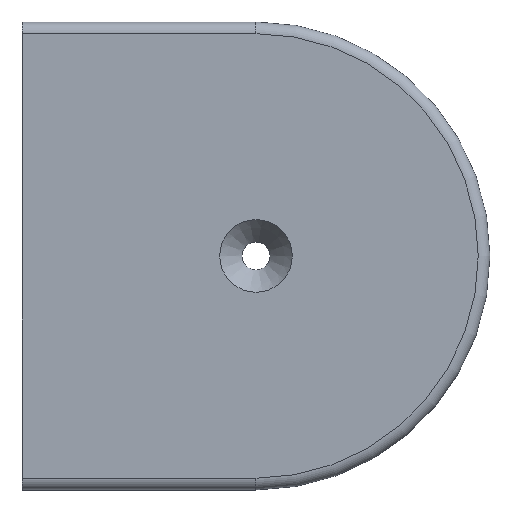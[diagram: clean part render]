
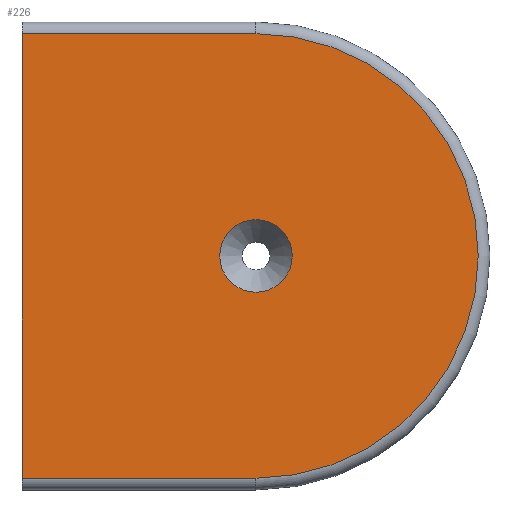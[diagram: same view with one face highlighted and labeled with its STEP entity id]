
A CAD part, top view. The second image highlights one B-rep face of the part: STEP entity #226.
In plain terms, the highlighted planar face has unit normal (0, 0, 1).
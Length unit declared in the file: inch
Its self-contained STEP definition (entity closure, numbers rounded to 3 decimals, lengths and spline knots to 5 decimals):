
#16=FACE_BOUND('',#47,.T.);
#20=PLANE('',#261);
#31=FACE_OUTER_BOUND('',#46,.T.);
#46=EDGE_LOOP('',(#169,#170,#171,#172));
#47=EDGE_LOOP('',(#173));
#63=LINE('',#366,#79);
#64=LINE('',#377,#80);
#66=LINE('',#380,#82);
#79=VECTOR('',#290,0.3937);
#80=VECTOR('',#303,0.3937);
#82=VECTOR('',#307,0.3937);
#97=CIRCLE('',#257,0.95);
#100=CIRCLE('',#262,0.155);
#108=VERTEX_POINT('',#359);
#111=VERTEX_POINT('',#364);
#113=VERTEX_POINT('',#369);
#115=VERTEX_POINT('',#375);
#116=VERTEX_POINT('',#381);
#130=EDGE_CURVE('',#111,#108,#63,.T.);
#132=EDGE_CURVE('',#113,#111,#97,.T.);
#135=EDGE_CURVE('',#115,#113,#64,.T.);
#137=EDGE_CURVE('',#115,#108,#66,.T.);
#138=EDGE_CURVE('',#116,#116,#100,.T.);
#169=ORIENTED_EDGE('',*,*,#130,.F.);
#170=ORIENTED_EDGE('',*,*,#132,.F.);
#171=ORIENTED_EDGE('',*,*,#135,.F.);
#172=ORIENTED_EDGE('',*,*,#137,.T.);
#173=ORIENTED_EDGE('',*,*,#138,.T.);
#226=ADVANCED_FACE('',(#31,#16),#20,.T.);
#257=AXIS2_PLACEMENT_3D('',#371,#295,#296);
#261=AXIS2_PLACEMENT_3D('',#379,#305,#306);
#262=AXIS2_PLACEMENT_3D('',#382,#308,#309);
#290=DIRECTION('',(-1.,0.,0.));
#295=DIRECTION('center_axis',(0.,0.,-1.));
#296=DIRECTION('ref_axis',(1.,0.,0.));
#303=DIRECTION('',(1.,0.,0.));
#305=DIRECTION('center_axis',(0.,0.,1.));
#306=DIRECTION('ref_axis',(1.,0.,0.));
#307=DIRECTION('',(0.,-1.,0.));
#308=DIRECTION('center_axis',(0.,0.,-1.));
#309=DIRECTION('ref_axis',(1.,0.,0.));
#359=CARTESIAN_POINT('',(-0.5,-0.95,0.3));
#364=CARTESIAN_POINT('',(0.5,-0.95,0.3));
#366=CARTESIAN_POINT('',(-0.25,-0.95,0.3));
#369=CARTESIAN_POINT('',(0.5,0.95,0.3));
#371=CARTESIAN_POINT('Origin',(0.5,0.,0.3));
#375=CARTESIAN_POINT('',(-0.5,0.95,0.3));
#377=CARTESIAN_POINT('',(0.25,0.95,0.3));
#379=CARTESIAN_POINT('Origin',(0.,0.,0.3));
#380=CARTESIAN_POINT('',(-0.5,1.,0.3));
#381=CARTESIAN_POINT('',(0.345,0.,0.3));
#382=CARTESIAN_POINT('Origin',(0.5,0.,0.3));
